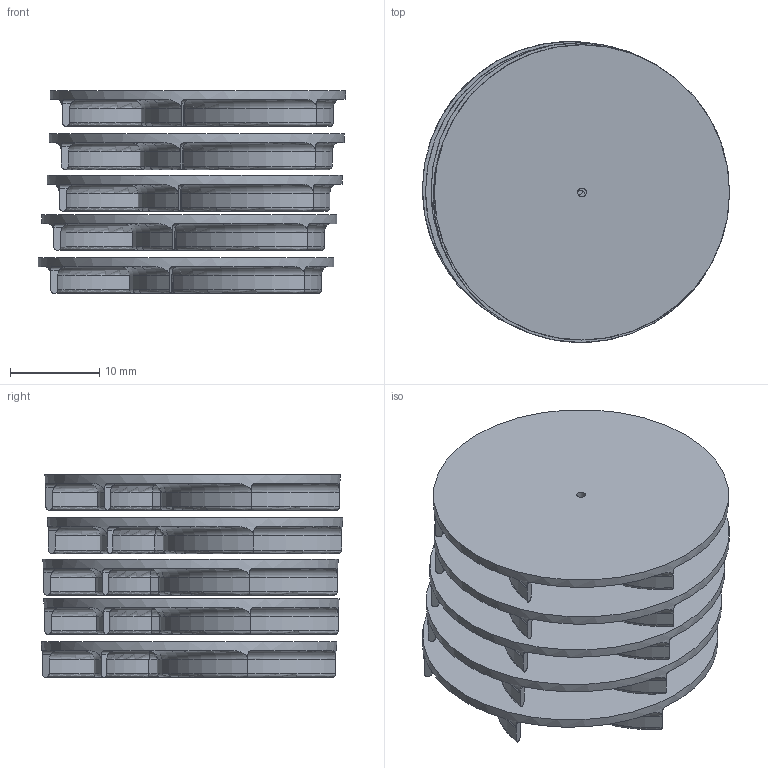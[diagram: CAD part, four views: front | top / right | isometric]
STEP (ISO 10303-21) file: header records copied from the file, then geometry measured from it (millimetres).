
FILE_DESCRIPTION(/* description */ (''),/* implementation_level */ '2;1');
FILE_NAME(/* name */ 'fan-concreate-multiple.stp',/* time_stamp */ '2025-02-09T09:29:14+09:00',/* author */ ('IshiiLabHonda'),/* organization */ (''),/* preprocessor_version */ 'ST-DEVELOPER v19.2',/* originating_system */ 'Autodesk Inventor 2023',/* authorisation */ '');
FILE_SCHEMA (('AUTOMOTIVE_DESIGN { 1 0 10303 214 3 1 1 }'));
Length unit declared in the file: millimetre
Products named in the file (2): fan-concreate-multiple; fan-concreate
Assembly tree (5 placements, depth 2):
  fan-concreate-multiple
    fan-concreate  x5
Bounding box: 34.33 x 33.67 x 22.68 mm (x, y, z)
Volume: 5862.9 mm3; surface area: 11708.2 mm2
Topology: 5 solids, 5 shells, 340 faces, 940 edges, 615 vertices
Faces by surface type: torus 130, cylinder 105, plane 105
Full cylindrical faces by diameter (mm): 0.98 x5, 3 x5, 33 x5
Entity records: 2742 total; most frequent: CARTESIAN_POINT 986, ORIENTED_EDGE 376, DIRECTION 331, EDGE_CURVE 188, AXIS2_PLACEMENT_3D 140, VERTEX_POINT 123, B_SPLINE_CURVE_WITH_KNOTS 72, EDGE_LOOP 71
